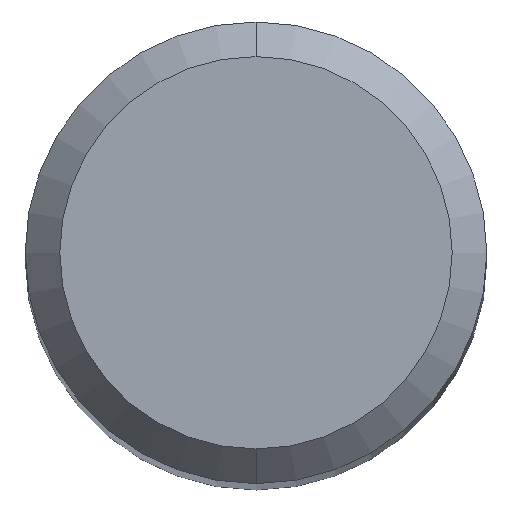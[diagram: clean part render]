
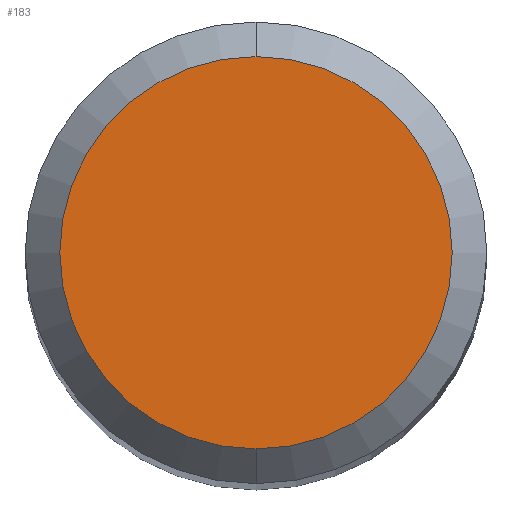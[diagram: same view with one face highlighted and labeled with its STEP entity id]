
A CAD part, top view. The second image highlights one B-rep face of the part: STEP entity #183.
In plain terms, the highlighted planar face has unit normal (0, 0, 1).
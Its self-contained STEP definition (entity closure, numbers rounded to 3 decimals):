
#183=ADVANCED_FACE('',(#498),#499,.T.);
#267=EDGE_CURVE('',#319,#355,#590,.T.);
#319=VERTEX_POINT('',#656);
#345=EDGE_CURVE('',#355,#319,#683,.T.);
#355=VERTEX_POINT('',#693);
#498=FACE_OUTER_BOUND('',#838,.T.);
#499=PLANE('',#839);
#590=CIRCLE('',#1076,1.7);
#656=CARTESIAN_POINT('',(0.,-1.7,0.0));
#683=CIRCLE('',#1216,1.7);
#693=CARTESIAN_POINT('',(0.0,1.7,0.0));
#838=EDGE_LOOP('',(#1481,#1482));
#839=AXIS2_PLACEMENT_3D('',#1483,#1484,#1485);
#1076=AXIS2_PLACEMENT_3D('',#1570,#1571,#1572);
#1216=AXIS2_PLACEMENT_3D('',#1695,#1696,#1697);
#1481=ORIENTED_EDGE('',*,*,#345,.F.);
#1482=ORIENTED_EDGE('',*,*,#267,.F.);
#1483=CARTESIAN_POINT('',(0.0,0.85,0.0));
#1484=DIRECTION('',(-0.0,0.0,1.0));
#1485=DIRECTION('',(0.0,-1.0,0.0));
#1570=CARTESIAN_POINT('',(0.0,0.0,0.0));
#1571=DIRECTION('',(0.0,0.0,-1.0));
#1572=DIRECTION('',(0.0,1.0,0.0));
#1695=CARTESIAN_POINT('',(0.0,0.0,0.0));
#1696=DIRECTION('',(0.0,0.0,-1.0));
#1697=DIRECTION('',(0.0,1.0,0.0));
